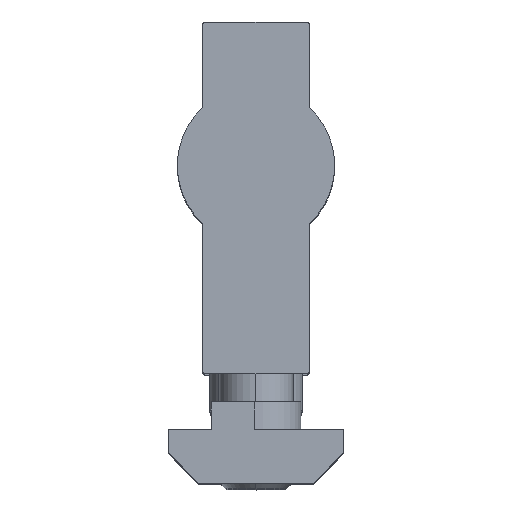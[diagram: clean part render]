
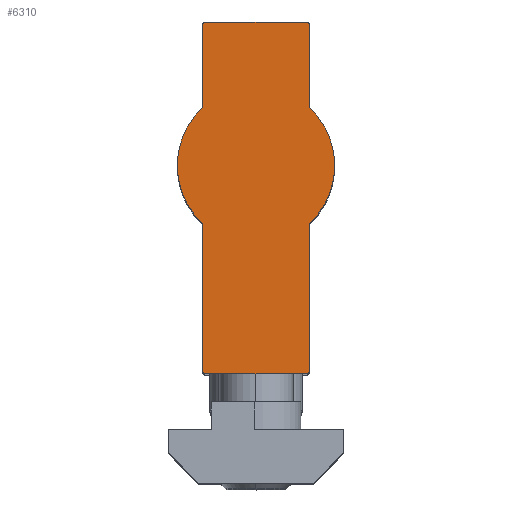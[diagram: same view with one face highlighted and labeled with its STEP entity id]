
A CAD part, top view. The second image highlights one B-rep face of the part: STEP entity #6310.
In plain terms, the highlighted planar face has unit normal (0, 0, 1).
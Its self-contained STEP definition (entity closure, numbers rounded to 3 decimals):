
#148 = ORIENTED_EDGE ( 'NONE', *, *, #4391, .F. ) ;
#228 = CARTESIAN_POINT ( 'NONE',  ( 5.45, 15.2, 39.9 ) ) ;
#275 = DIRECTION ( 'NONE',  ( 1., 0., 0. ) ) ;
#296 = CARTESIAN_POINT ( 'NONE',  ( 5.45, 15.5, 39.9 ) ) ;
#302 = EDGE_CURVE ( 'NONE', #5588, #526, #1914, .T. ) ;
#306 = DIRECTION ( 'NONE',  ( 1., 0., 0. ) ) ;
#309 = ORIENTED_EDGE ( 'NONE', *, *, #3477, .T. ) ;
#391 = DIRECTION ( 'NONE',  ( 1., 0., 0. ) ) ;
#406 = DIRECTION ( 'NONE',  ( 1., 0., 0. ) ) ;
#496 = CARTESIAN_POINT ( 'NONE',  ( 0., 0., 39.9 ) ) ;
#526 = VERTEX_POINT ( 'NONE', #296 ) ;
#554 = EDGE_CURVE ( 'NONE', #4011, #4496, #3524, .T. ) ;
#690 = CARTESIAN_POINT ( 'NONE',  ( -5.75, 6.26, 39.9 ) ) ;
#763 = EDGE_CURVE ( 'NONE', #1287, #4011, #1591, .T. ) ;
#843 = EDGE_CURVE ( 'NONE', #4971, #3243, #1036, .T. ) ;
#957 = AXIS2_PLACEMENT_3D ( 'NONE', #4846, #3803, #275 ) ;
#1036 = CIRCLE ( 'NONE', #5004, 8.5 ) ;
#1200 = DIRECTION ( 'NONE',  ( 1., 0., 0. ) ) ;
#1241 = LINE ( 'NONE', #2042, #4514 ) ;
#1262 = CARTESIAN_POINT ( 'NONE',  ( -5.45, 15.5, 39.9 ) ) ;
#1287 = VERTEX_POINT ( 'NONE', #4778 ) ;
#1404 = DIRECTION ( 'NONE',  ( 0., 0., 1. ) ) ;
#1486 = DIRECTION ( 'NONE',  ( 0., -1., 0. ) ) ;
#1521 = DIRECTION ( 'NONE',  ( 1., 0., 0. ) ) ;
#1551 = LINE ( 'NONE', #3406, #3962 ) ;
#1591 = LINE ( 'NONE', #3982, #3202 ) ;
#1635 = VECTOR ( 'NONE', #3010, 1000. ) ;
#1646 = VERTEX_POINT ( 'NONE', #3716 ) ;
#1715 = DIRECTION ( 'NONE',  ( 1., 0., 0. ) ) ;
#1807 = LINE ( 'NONE', #5567, #1635 ) ;
#1810 = ORIENTED_EDGE ( 'NONE', *, *, #3021, .F. ) ;
#1831 = AXIS2_PLACEMENT_3D ( 'NONE', #5444, #3369, #391 ) ;
#1872 = CARTESIAN_POINT ( 'NONE',  ( -5.45, -22.2, 39.9 ) ) ;
#1914 = LINE ( 'NONE', #4375, #6419 ) ;
#2042 = CARTESIAN_POINT ( 'NONE',  ( -5.75, -6.26, 39.9 ) ) ;
#2299 = ORIENTED_EDGE ( 'NONE', *, *, #302, .F. ) ;
#2423 = EDGE_CURVE ( 'NONE', #3243, #2823, #1807, .T. ) ;
#2662 = EDGE_CURVE ( 'NONE', #5588, #2823, #6112, .T. ) ;
#2736 = DIRECTION ( 'NONE',  ( 0., 0., -1. ) ) ;
#2762 = EDGE_CURVE ( 'NONE', #5868, #3397, #4674, .T. ) ;
#2813 = CIRCLE ( 'NONE', #3556, 8.5 ) ;
#2815 = EDGE_CURVE ( 'NONE', #5868, #1646, #1551, .T. ) ;
#2823 = VERTEX_POINT ( 'NONE', #6415 ) ;
#3010 = DIRECTION ( 'NONE',  ( 0., 1., 0. ) ) ;
#3021 = EDGE_CURVE ( 'NONE', #4849, #4971, #1241, .T. ) ;
#3109 = ORIENTED_EDGE ( 'NONE', *, *, #2423, .F. ) ;
#3162 = DIRECTION ( 'NONE',  ( 0., 0., 1. ) ) ;
#3163 = CARTESIAN_POINT ( 'NONE',  ( 0., 0., 39.9 ) ) ;
#3190 = CARTESIAN_POINT ( 'NONE',  ( 5.75, 6.26, 39.9 ) ) ;
#3202 = VECTOR ( 'NONE', #5252, 1000. ) ;
#3243 = VERTEX_POINT ( 'NONE', #690 ) ;
#3258 = ORIENTED_EDGE ( 'NONE', *, *, #2762, .T. ) ;
#3361 = CARTESIAN_POINT ( 'NONE',  ( 5.75, -22.2, 39.9 ) ) ;
#3369 = DIRECTION ( 'NONE',  ( 0., 0., 1. ) ) ;
#3386 = CARTESIAN_POINT ( 'NONE',  ( 5.75, -21.6, 39.9 ) ) ;
#3397 = VERTEX_POINT ( 'NONE', #3361 ) ;
#3406 = CARTESIAN_POINT ( 'NONE',  ( -5.75, -22.5, 39.9 ) ) ;
#3425 = VERTEX_POINT ( 'NONE', #5438 ) ;
#3477 = EDGE_CURVE ( 'NONE', #4849, #1646, #4898, .T. ) ;
#3513 = CIRCLE ( 'NONE', #6170, 0.3 ) ;
#3524 = CIRCLE ( 'NONE', #957, 8.5 ) ;
#3556 = AXIS2_PLACEMENT_3D ( 'NONE', #496, #4591, #1521 ) ;
#3595 = AXIS2_PLACEMENT_3D ( 'NONE', #1872, #1404, #406 ) ;
#3716 = CARTESIAN_POINT ( 'NONE',  ( -5.45, -22.5, 39.9 ) ) ;
#3803 = DIRECTION ( 'NONE',  ( 0., 0., -1. ) ) ;
#3882 = DIRECTION ( 'NONE',  ( -1., 0., 0. ) ) ;
#3962 = VECTOR ( 'NONE', #3882, 1000. ) ;
#3982 = CARTESIAN_POINT ( 'NONE',  ( 5.75, 13.7, 39.9 ) ) ;
#3989 = CARTESIAN_POINT ( 'NONE',  ( 5.45, -22.5, 39.9 ) ) ;
#4011 = VERTEX_POINT ( 'NONE', #3190 ) ;
#4062 = VECTOR ( 'NONE', #1486, 1000. ) ;
#4139 = DIRECTION ( 'NONE',  ( 0., 1., 0. ) ) ;
#4215 = CARTESIAN_POINT ( 'NONE',  ( 0., 0., 39.9 ) ) ;
#4375 = CARTESIAN_POINT ( 'NONE',  ( 5.75, 15.5, 39.9 ) ) ;
#4391 = EDGE_CURVE ( 'NONE', #4496, #3425, #2813, .T. ) ;
#4451 = AXIS2_PLACEMENT_3D ( 'NONE', #5784, #4770, #5363 ) ;
#4466 = LINE ( 'NONE', #3386, #4062 ) ;
#4496 = VERTEX_POINT ( 'NONE', #5198 ) ;
#4514 = VECTOR ( 'NONE', #4139, 1000. ) ;
#4591 = DIRECTION ( 'NONE',  ( 0., 0., -1. ) ) ;
#4674 = CIRCLE ( 'NONE', #1831, 0.3 ) ;
#4709 = DIRECTION ( 'NONE',  ( 1., 0., 0. ) ) ;
#4752 = ORIENTED_EDGE ( 'NONE', *, *, #763, .F. ) ;
#4770 = DIRECTION ( 'NONE',  ( 0., 0., 1. ) ) ;
#4778 = CARTESIAN_POINT ( 'NONE',  ( 5.75, 15.2, 39.9 ) ) ;
#4846 = CARTESIAN_POINT ( 'NONE',  ( 0., 0., 39.9 ) ) ;
#4847 = DIRECTION ( 'NONE',  ( 0., 0., 1. ) ) ;
#4849 = VERTEX_POINT ( 'NONE', #6453 ) ;
#4898 = CIRCLE ( 'NONE', #3595, 0.3 ) ;
#4971 = VERTEX_POINT ( 'NONE', #5684 ) ;
#5004 = AXIS2_PLACEMENT_3D ( 'NONE', #3163, #2736, #4709 ) ;
#5056 = ORIENTED_EDGE ( 'NONE', *, *, #5813, .F. ) ;
#5195 = ORIENTED_EDGE ( 'NONE', *, *, #2815, .F. ) ;
#5198 = CARTESIAN_POINT ( 'NONE',  ( 8.5, 0., 39.9 ) ) ;
#5199 = EDGE_CURVE ( 'NONE', #1287, #526, #3513, .T. ) ;
#5252 = DIRECTION ( 'NONE',  ( 0., -1., 0. ) ) ;
#5270 = PLANE ( 'NONE',  #5974 ) ;
#5363 = DIRECTION ( 'NONE',  ( 1., 0., 0. ) ) ;
#5402 = ORIENTED_EDGE ( 'NONE', *, *, #2662, .T. ) ;
#5438 = CARTESIAN_POINT ( 'NONE',  ( 5.75, -6.26, 39.9 ) ) ;
#5444 = CARTESIAN_POINT ( 'NONE',  ( 5.45, -22.2, 39.9 ) ) ;
#5567 = CARTESIAN_POINT ( 'NONE',  ( -5.75, 15.6, 39.9 ) ) ;
#5588 = VERTEX_POINT ( 'NONE', #1262 ) ;
#5684 = CARTESIAN_POINT ( 'NONE',  ( -5.75, -6.26, 39.9 ) ) ;
#5784 = CARTESIAN_POINT ( 'NONE',  ( -5.45, 15.2, 39.9 ) ) ;
#5813 = EDGE_CURVE ( 'NONE', #3425, #3397, #4466, .T. ) ;
#5868 = VERTEX_POINT ( 'NONE', #3989 ) ;
#5946 = ORIENTED_EDGE ( 'NONE', *, *, #843, .F. ) ;
#5974 = AXIS2_PLACEMENT_3D ( 'NONE', #4215, #3162, #1200 ) ;
#5980 = FACE_OUTER_BOUND ( 'NONE', #6072, .T. ) ;
#6072 = EDGE_LOOP ( 'NONE', ( #6591, #4752, #6502, #2299, #5402, #3109, #5946, #1810, #309, #5195, #3258, #5056, #148 ) ) ;
#6112 = CIRCLE ( 'NONE', #4451, 0.3 ) ;
#6170 = AXIS2_PLACEMENT_3D ( 'NONE', #228, #4847, #1715 ) ;
#6310 = ADVANCED_FACE ( 'NONE', ( #5980 ), #5270, .T. ) ;
#6415 = CARTESIAN_POINT ( 'NONE',  ( -5.75, 15.2, 39.9 ) ) ;
#6419 = VECTOR ( 'NONE', #306, 1000. ) ;
#6453 = CARTESIAN_POINT ( 'NONE',  ( -5.75, -22.2, 39.9 ) ) ;
#6502 = ORIENTED_EDGE ( 'NONE', *, *, #5199, .T. ) ;
#6591 = ORIENTED_EDGE ( 'NONE', *, *, #554, .F. ) ;
